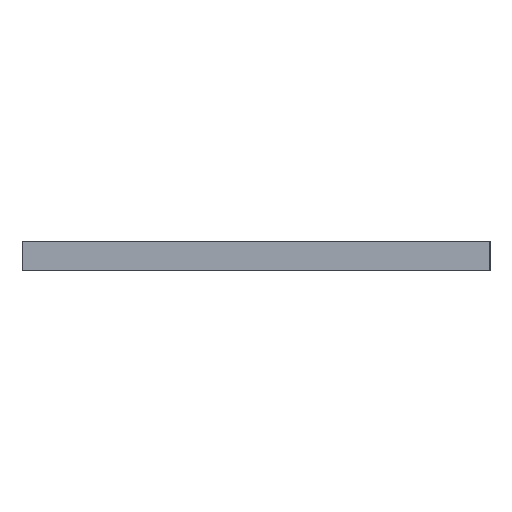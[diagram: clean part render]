
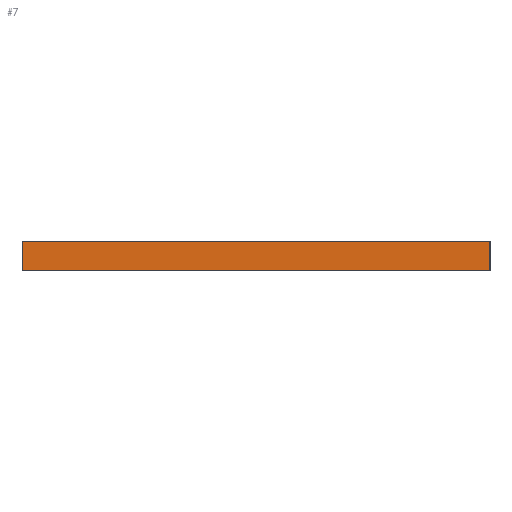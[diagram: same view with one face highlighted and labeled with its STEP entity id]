
A CAD part, left-side view. The second image highlights one B-rep face of the part: STEP entity #7.
In plain terms, the highlighted planar face has unit normal (-1, 0, 0).
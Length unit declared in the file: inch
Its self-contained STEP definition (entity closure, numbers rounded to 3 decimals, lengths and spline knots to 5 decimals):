
#7 = ADVANCED_FACE ( 'NONE', ( #589 ), #49, .F. ) ;
#14 = DIRECTION ( 'NONE',  ( 0., -1., 0. ) ) ;
#35 = EDGE_CURVE ( 'NONE', #643, #175, #423, .T. ) ;
#49 = PLANE ( 'NONE',  #528 ) ;
#103 = VECTOR ( 'NONE', #213, 39.37008 ) ;
#108 = EDGE_LOOP ( 'NONE', ( #668, #738, #612, #377 ) ) ;
#113 = CARTESIAN_POINT ( 'NONE',  ( -2.96936, 1.14763, 0.125 ) ) ;
#175 = VERTEX_POINT ( 'NONE', #202 ) ;
#182 = EDGE_CURVE ( 'NONE', #301, #643, #325, .T. ) ;
#189 = DIRECTION ( 'NONE',  ( 0., 0., -1. ) ) ;
#202 = CARTESIAN_POINT ( 'NONE',  ( -2.96936, -0.85237, 0. ) ) ;
#209 = LINE ( 'NONE', #404, #103 ) ;
#213 = DIRECTION ( 'NONE',  ( 0., 0., -1. ) ) ;
#217 = EDGE_CURVE ( 'NONE', #444, #175, #507, .T. ) ;
#260 = CARTESIAN_POINT ( 'NONE',  ( -2.96936, 1.14763, 0. ) ) ;
#293 = DIRECTION ( 'NONE',  ( 1., 0., 0. ) ) ;
#301 = VERTEX_POINT ( 'NONE', #758 ) ;
#321 = DIRECTION ( 'NONE',  ( 0., -1., 0. ) ) ;
#325 = LINE ( 'NONE', #443, #382 ) ;
#377 = ORIENTED_EDGE ( 'NONE', *, *, #694, .T. ) ;
#382 = VECTOR ( 'NONE', #14, 39.37008 ) ;
#404 = CARTESIAN_POINT ( 'NONE',  ( -2.96936, 1.14763, 0.125 ) ) ;
#406 = VECTOR ( 'NONE', #321, 39.37008 ) ;
#423 = LINE ( 'NONE', #604, #490 ) ;
#435 = CARTESIAN_POINT ( 'NONE',  ( -2.96936, -0.85237, 0.125 ) ) ;
#443 = CARTESIAN_POINT ( 'NONE',  ( -2.96936, 1.14763, 0.125 ) ) ;
#444 = VERTEX_POINT ( 'NONE', #481 ) ;
#481 = CARTESIAN_POINT ( 'NONE',  ( -2.96936, 1.14763, 0. ) ) ;
#490 = VECTOR ( 'NONE', #189, 39.37008 ) ;
#507 = LINE ( 'NONE', #260, #406 ) ;
#528 = AXIS2_PLACEMENT_3D ( 'NONE', #113, #293, #782 ) ;
#589 = FACE_OUTER_BOUND ( 'NONE', #108, .T. ) ;
#604 = CARTESIAN_POINT ( 'NONE',  ( -2.96936, -0.85237, 0.125 ) ) ;
#612 = ORIENTED_EDGE ( 'NONE', *, *, #182, .F. ) ;
#643 = VERTEX_POINT ( 'NONE', #435 ) ;
#668 = ORIENTED_EDGE ( 'NONE', *, *, #217, .T. ) ;
#694 = EDGE_CURVE ( 'NONE', #301, #444, #209, .T. ) ;
#738 = ORIENTED_EDGE ( 'NONE', *, *, #35, .F. ) ;
#758 = CARTESIAN_POINT ( 'NONE',  ( -2.96936, 1.14763, 0.125 ) ) ;
#782 = DIRECTION ( 'NONE',  ( 0., 0., -1. ) ) ;
